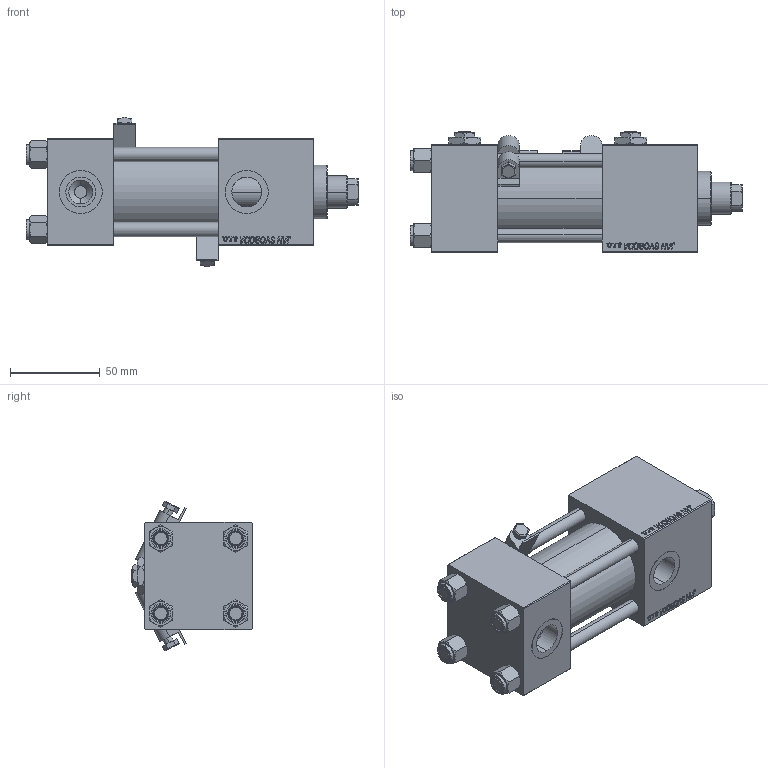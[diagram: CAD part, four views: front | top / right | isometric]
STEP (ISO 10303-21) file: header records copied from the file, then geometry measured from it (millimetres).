
FILE_DESCRIPTION (( 'STEP AP203' ), '1' );
FILE_NAME ('68ab.STEP', '2025-01-31T11:44:40', ( '' ), ( '' ), 'SwSTEP 2.0', 'SolidWorks 2019', '' );
FILE_SCHEMA (( 'CONFIG_CONTROL_DESIGN' ));
Length unit declared in the file: millimetre
Products named in the file (8): NUT_M5_C ee1d2965d679f3614a52a7389071de4c; V215CR_C_Body ee1d2965d679f3614a52a7389071de4c; V215CR_VCP_C ee1d2965d679f3614a52a7389071de4c; V215CR_C_TYCINKA ee1d2965d679f3614a52a7389071de4c; MSRF_MSRG1 ee1d2965d679f3614a52a7389071de4c; Zatka_pro_OIL_PORT ee1d2965d679f3614a52a7389071de4c; 68ab; V215_VC_A ee1d2965d679f3614a52a7389071de4c
Assembly tree (15 placements, depth 2):
  68ab
    V215CR_C_Body ee1d2965d679f3614a52a7389071de4c
    V215CR_VCP_C ee1d2965d679f3614a52a7389071de4c
    NUT_M5_C ee1d2965d679f3614a52a7389071de4c  x4
    V215CR_C_TYCINKA ee1d2965d679f3614a52a7389071de4c  x4
    V215_VC_A ee1d2965d679f3614a52a7389071de4c
    MSRF_MSRG1 ee1d2965d679f3614a52a7389071de4c  x2
    Zatka_pro_OIL_PORT ee1d2965d679f3614a52a7389071de4c  x2
Bounding box: 185 x 67 x 83.43 mm (x, y, z)
Volume: 405914.7 mm3; surface area: 112628.3 mm2
Topology: 15 solids, 15 shells, 1314 faces, 3260 edges, 2103 vertices
Faces by surface type: plane 610, bspline 392, cone 178, cylinder 126, torus 8
Entity records: 53335 total; most frequent: CARTESIAN_POINT 27917, ORIENTED_EDGE 5670, DIRECTION 3715, EDGE_CURVE 2835, VERTEX_POINT 1853, VECTOR 1693, LINE 1693, EDGE_LOOP 1258
